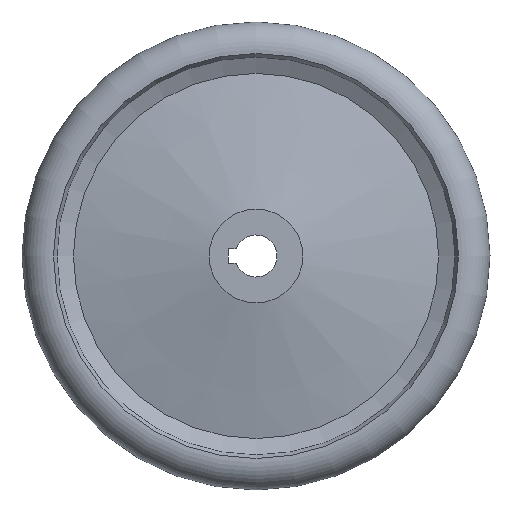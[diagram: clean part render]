
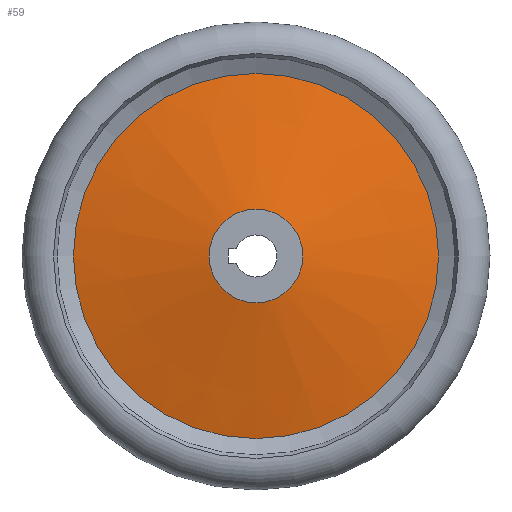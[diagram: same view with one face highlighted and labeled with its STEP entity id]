
A CAD part, left-side view. The second image highlights one B-rep face of the part: STEP entity #59.
In plain terms, the highlighted conical face has half-angle 77.838 degrees and reference radius 78 mm.
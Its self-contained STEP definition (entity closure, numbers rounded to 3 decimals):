
#59 = ADVANCED_FACE( '', ( #123, #124 ), #125, .T. );
#123 = FACE_BOUND( '', #187, .T. );
#124 = FACE_OUTER_BOUND( '', #188, .T. );
#125 = CONICAL_SURFACE( '', #189, 78., 1.359 );
#187 = EDGE_LOOP( '', ( #283 ) );
#188 = EDGE_LOOP( '', ( #284 ) );
#189 = AXIS2_PLACEMENT_3D( '', #285, #286, #287 );
#283 = ORIENTED_EDGE( '', *, *, #329, .F. );
#284 = ORIENTED_EDGE( '', *, *, #344, .T. );
#285 = CARTESIAN_POINT( '', ( 27., 0., 0. ) );
#286 = DIRECTION( '', ( 1., 0., 0. ) );
#287 = DIRECTION( '', ( 0., 0., -1. ) );
#329 = EDGE_CURVE( '', #377, #377, #378, .T. );
#344 = EDGE_CURVE( '', #397, #397, #398, .T. );
#377 = VERTEX_POINT( '', #439 );
#378 = CIRCLE( '', #440, 20. );
#397 = VERTEX_POINT( '', #462 );
#398 = CIRCLE( '', #463, 78. );
#439 = CARTESIAN_POINT( '', ( 14.5, 0., 20. ) );
#440 = AXIS2_PLACEMENT_3D( '', #492, #493, #494 );
#462 = CARTESIAN_POINT( '', ( 27., 0., 78. ) );
#463 = AXIS2_PLACEMENT_3D( '', #510, #511, #512 );
#492 = CARTESIAN_POINT( '', ( 14.5, 0., 0. ) );
#493 = DIRECTION( '', ( -1., 0., 0. ) );
#494 = DIRECTION( '', ( 0., 0., 1. ) );
#510 = CARTESIAN_POINT( '', ( 27., 0., 0. ) );
#511 = DIRECTION( '', ( -1., 0., 0. ) );
#512 = DIRECTION( '', ( 0., 0., 1. ) );
